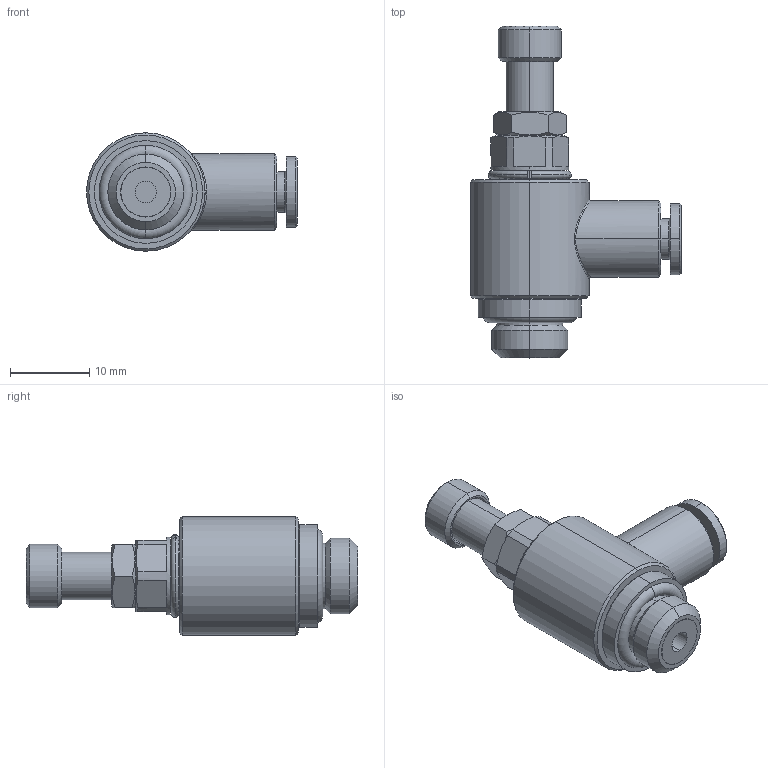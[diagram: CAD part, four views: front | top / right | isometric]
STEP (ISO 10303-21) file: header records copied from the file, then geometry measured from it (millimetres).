
FILE_DESCRIPTION (( 'STEP AP203' ), '1' );
FILE_NAME ('04260B11.STEP', '2010-04-30T15:16:03', ( '' ), ( 'sopra-pneumatic' ), 'SwSTEP 2.0', 'SolidWorks 2009', '' );
FILE_SCHEMA (( 'CONFIG_CONTROL_DESIGN' ));
Length unit declared in the file: millimetre
Products named in the file (1): 04260B11
Bounding box: 26.7 x 42 x 15 mm (x, y, z)
Volume: 4878.6 mm3; surface area: 2660.3 mm2
Topology: 2 solids, 4 shells, 110 faces, 235 edges, 148 vertices
Faces by surface type: plane 39, cylinder 33, cone 32, torus 4, bspline 2
Entity records: 4152 total; most frequent: CARTESIAN_POINT 1673, DIRECTION 527, ORIENTED_EDGE 470, EDGE_CURVE 235, AXIS2_PLACEMENT_3D 220, VERTEX_POINT 148, EDGE_LOOP 125, CIRCLE 111
